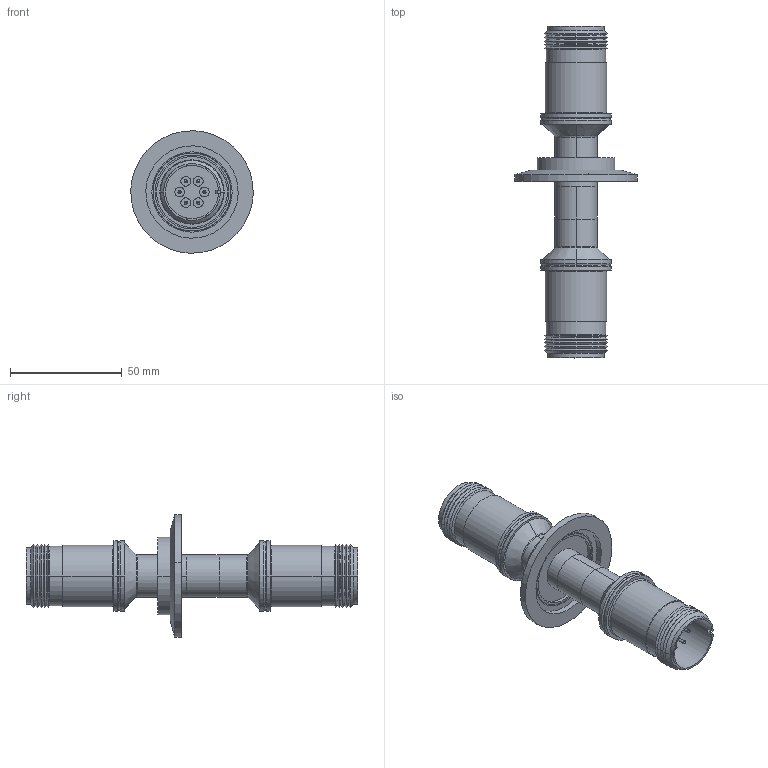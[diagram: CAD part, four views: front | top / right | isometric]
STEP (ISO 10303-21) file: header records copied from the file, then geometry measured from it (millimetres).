
FILE_DESCRIPTION (( 'STEP AP203' ), '1' );
FILE_NAME ('A2564-1-QF.STEP', '2013-03-18T18:59:08', ( '' ), ( '' ), 'SwSTEP 2.0', 'SolidWorks 2012', '' );
FILE_SCHEMA (( 'CONFIG_CONTROL_DESIGN' ));
Length unit declared in the file: inch
Products named in the file (1): A2564-1-QF
Bounding box: 54.83 x 148.72 x 54.83 mm (x, y, z)
Volume: 30938.1 mm3; surface area: 43190.4 mm2
Topology: 2 solids, 9 shells, 472 faces, 1079 edges, 679 vertices
Faces by surface type: cylinder 230, plane 108, cone 76, torus 58
Entity records: 14107 total; most frequent: CARTESIAN_POINT 2871, DIRECTION 2630, ORIENTED_EDGE 2110, AXIS2_PLACEMENT_3D 1142, EDGE_CURVE 1055, VERTEX_POINT 679, CIRCLE 669, EDGE_LOOP 596
